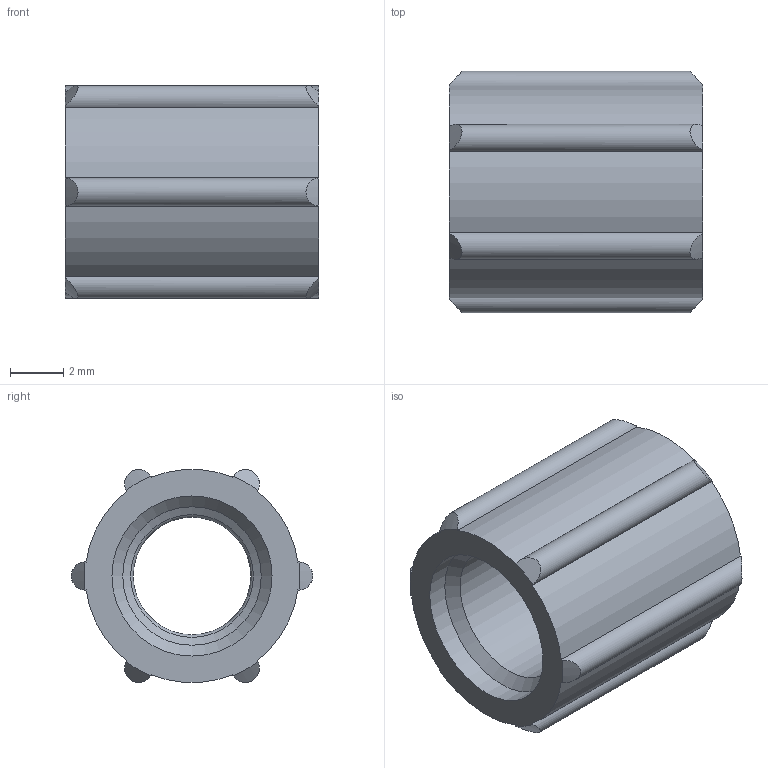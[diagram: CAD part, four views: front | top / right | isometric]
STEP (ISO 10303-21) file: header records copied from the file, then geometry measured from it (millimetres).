
FILE_DESCRIPTION(/* description */ ('STEP AP214'),/* implementation_level */ '2;1');
FILE_NAME(/* name */ '211289_MCK-PK-3-KU',/* time_stamp */ '2024-09-05T03:50:14+02:00',/* author */ ('License CC BY-ND 4.0'),/* organization */ ('CADENAS'),/* preprocessor_version */ 'ST-DEVELOPER v19.3',/* originating_system */ 'PARTsolutions',/* authorisation */ ' ');
FILE_SCHEMA (('AUTOMOTIVE_DESIGN {1 0 10303 214 3 1 1}'));
Length unit declared in the file: millimetre
Products named in the file (1): 211289 MCK-PK-3-KU
Bounding box: 9.5 x 9.05 x 7.98 mm (x, y, z)
Volume: 302.9 mm3; surface area: 492.4 mm2
Topology: 1 solids, 1 shells, 33 faces, 87 edges, 56 vertices
Faces by surface type: cylinder 15, cone 14, plane 2, torus 2
Full cylindrical faces by diameter (mm): 4.4 x1, 5.188 x1, 6 x1
Entity records: 1096 total; most frequent: CARTESIAN_POINT 242, DIRECTION 192, ORIENTED_EDGE 160, AXIS2_PLACEMENT_3D 90, EDGE_CURVE 80, VERTEX_POINT 56, CIRCLE 56, EDGE_LOOP 42
